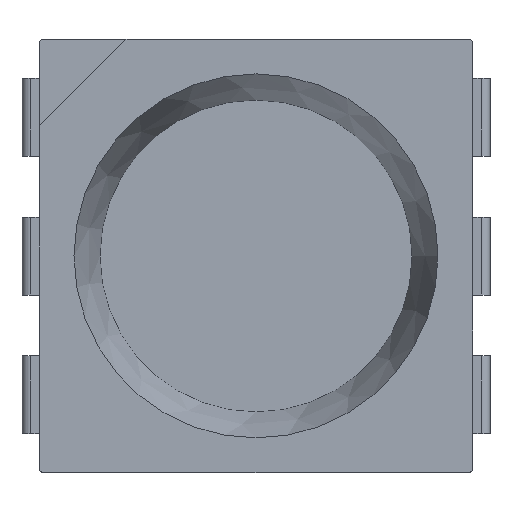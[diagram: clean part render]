
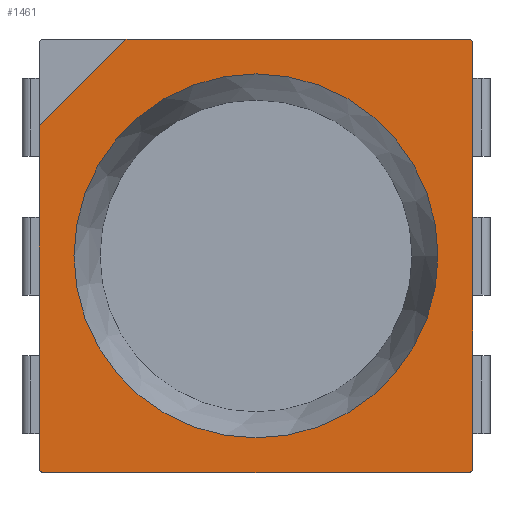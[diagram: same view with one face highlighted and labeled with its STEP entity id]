
A CAD part, top view. The second image highlights one B-rep face of the part: STEP entity #1461.
In plain terms, the highlighted planar face has unit normal (0, 0, 1).
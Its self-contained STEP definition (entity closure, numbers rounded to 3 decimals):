
#14=FACE_BOUND('',#182,.T.);
#50=PLANE('',#1569);
#105=FACE_OUTER_BOUND('',#181,.T.);
#181=EDGE_LOOP('',(#1024,#1025,#1026,#1027,#1028,#1029,#1030,#1031));
#182=EDGE_LOOP('',(#1032,#1033));
#247=LINE('',#2111,#400);
#265=LINE('',#2145,#418);
#276=LINE('',#2193,#429);
#277=LINE('',#2198,#430);
#278=LINE('',#2201,#431);
#400=VECTOR('',#1692,10.);
#418=VECTOR('',#1712,10.);
#429=VECTOR('',#1769,10.);
#430=VECTOR('',#1774,10.);
#431=VECTOR('',#1777,10.);
#549=CIRCLE('',#1537,2.1);
#550=CIRCLE('',#1538,2.1);
#564=CIRCLE('',#1563,0.05);
#567=CIRCLE('',#1570,0.05);
#568=CIRCLE('',#1571,0.05);
#605=VERTEX_POINT('',#2089);
#606=VERTEX_POINT('',#2090);
#613=VERTEX_POINT('',#2109);
#614=VERTEX_POINT('',#2110);
#629=VERTEX_POINT('',#2143);
#639=VERTEX_POINT('',#2177);
#640=VERTEX_POINT('',#2178);
#644=VERTEX_POINT('',#2195);
#645=VERTEX_POINT('',#2197);
#646=VERTEX_POINT('',#2199);
#741=EDGE_CURVE('',#605,#606,#549,.T.);
#742=EDGE_CURVE('',#606,#605,#550,.T.);
#750=EDGE_CURVE('',#613,#614,#247,.T.);
#768=EDGE_CURVE('',#614,#629,#265,.T.);
#784=EDGE_CURVE('',#639,#640,#564,.T.);
#792=EDGE_CURVE('',#639,#613,#276,.T.);
#793=EDGE_CURVE('',#644,#629,#567,.T.);
#794=EDGE_CURVE('',#644,#645,#277,.T.);
#795=EDGE_CURVE('',#646,#645,#568,.T.);
#796=EDGE_CURVE('',#646,#640,#278,.T.);
#1024=ORIENTED_EDGE('',*,*,#750,.T.);
#1025=ORIENTED_EDGE('',*,*,#768,.T.);
#1026=ORIENTED_EDGE('',*,*,#793,.F.);
#1027=ORIENTED_EDGE('',*,*,#794,.T.);
#1028=ORIENTED_EDGE('',*,*,#795,.F.);
#1029=ORIENTED_EDGE('',*,*,#796,.T.);
#1030=ORIENTED_EDGE('',*,*,#784,.F.);
#1031=ORIENTED_EDGE('',*,*,#792,.T.);
#1032=ORIENTED_EDGE('',*,*,#741,.T.);
#1033=ORIENTED_EDGE('',*,*,#742,.T.);
#1461=ADVANCED_FACE('',(#105,#14),#50,.T.);
#1537=AXIS2_PLACEMENT_3D('',#2091,#1672,#1673);
#1538=AXIS2_PLACEMENT_3D('',#2092,#1674,#1675);
#1563=AXIS2_PLACEMENT_3D('',#2179,#1752,#1753);
#1569=AXIS2_PLACEMENT_3D('',#2194,#1770,#1771);
#1570=AXIS2_PLACEMENT_3D('',#2196,#1772,#1773);
#1571=AXIS2_PLACEMENT_3D('',#2200,#1775,#1776);
#1672=DIRECTION('center_axis',(0.,0.,-1.));
#1673=DIRECTION('ref_axis',(-1.,0.,0.));
#1674=DIRECTION('center_axis',(0.,0.,-1.));
#1675=DIRECTION('ref_axis',(-1.,0.,0.));
#1692=DIRECTION('',(-0.707,-0.707,0.));
#1712=DIRECTION('',(0.,-1.,0.));
#1752=DIRECTION('center_axis',(0.,0.,-1.));
#1753=DIRECTION('ref_axis',(0.707,0.707,0.));
#1769=DIRECTION('',(-1.,0.,0.));
#1770=DIRECTION('center_axis',(0.,0.,1.));
#1771=DIRECTION('ref_axis',(1.,0.,0.));
#1772=DIRECTION('center_axis',(0.,0.,-1.));
#1773=DIRECTION('ref_axis',(-0.707,-0.707,0.));
#1774=DIRECTION('',(1.,0.,0.));
#1775=DIRECTION('center_axis',(0.,0.,-1.));
#1776=DIRECTION('ref_axis',(0.707,-0.707,0.));
#1777=DIRECTION('',(0.,1.,0.));
#2089=CARTESIAN_POINT('',(0.1,-1.6,1.62));
#2090=CARTESIAN_POINT('',(4.3,-1.6,1.62));
#2091=CARTESIAN_POINT('Origin',(2.2,-1.6,1.62));
#2092=CARTESIAN_POINT('Origin',(2.2,-1.6,1.62));
#2109=CARTESIAN_POINT('',(0.7,0.9,1.62));
#2110=CARTESIAN_POINT('',(-0.3,-0.1,1.62));
#2111=CARTESIAN_POINT('',(0.45,0.65,1.62));
#2143=CARTESIAN_POINT('',(-0.3,-4.05,1.62));
#2145=CARTESIAN_POINT('',(-0.3,-4.1,1.62));
#2177=CARTESIAN_POINT('',(4.65,0.9,1.62));
#2178=CARTESIAN_POINT('',(4.7,0.85,1.62));
#2179=CARTESIAN_POINT('Origin',(4.65,0.85,1.62));
#2193=CARTESIAN_POINT('',(-0.3,0.9,1.62));
#2194=CARTESIAN_POINT('Origin',(2.2,-1.6,1.62));
#2195=CARTESIAN_POINT('',(-0.25,-4.1,1.62));
#2196=CARTESIAN_POINT('Origin',(-0.25,-4.05,1.62));
#2197=CARTESIAN_POINT('',(4.65,-4.1,1.62));
#2198=CARTESIAN_POINT('',(4.7,-4.1,1.62));
#2199=CARTESIAN_POINT('',(4.7,-4.05,1.62));
#2200=CARTESIAN_POINT('Origin',(4.65,-4.05,1.62));
#2201=CARTESIAN_POINT('',(4.7,0.9,1.62));
